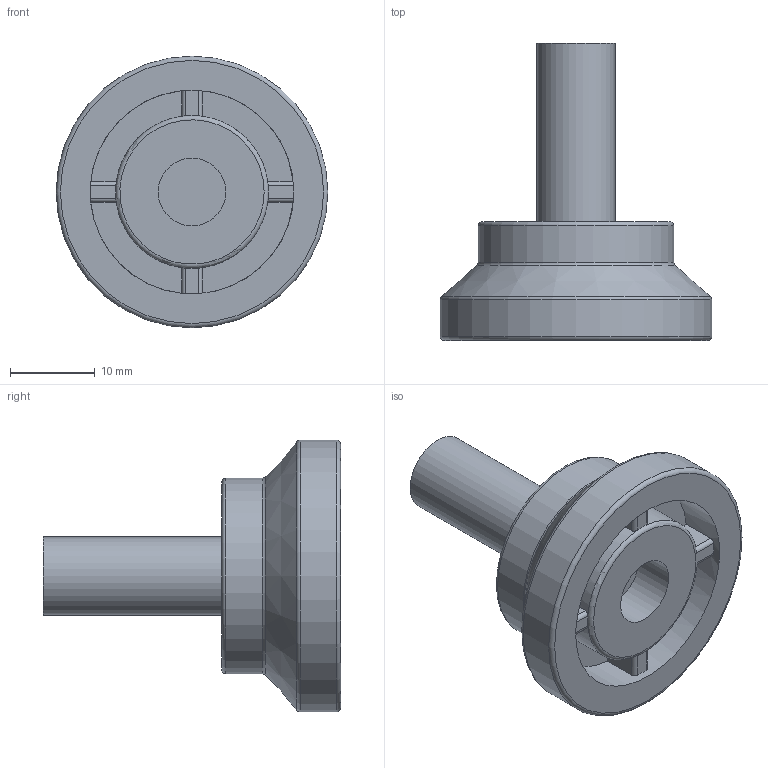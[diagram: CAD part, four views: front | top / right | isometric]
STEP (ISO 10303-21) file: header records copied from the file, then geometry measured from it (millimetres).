
FILE_DESCRIPTION(/* description */ (''),/* implementation_level */ '2;1');
FILE_NAME(/* name */ '조절발.stp',/* time_stamp */ '2024-08-29T13:05:26+09:00',/* author */ ('user'),/* organization */ (''),/* preprocessor_version */ 'ST-DEVELOPER v15.6',/* originating_system */ 'Autodesk Inventor 2015',/* authorisation */ '');
FILE_SCHEMA (('AUTOMOTIVE_DESIGN { 1 0 10303 214 3 1 1 }'));
Length unit declared in the file: millimetre
Products named in the file (1): 조절발
Bounding box: 32 x 35 x 32 mm (x, y, z)
Volume: 8318.5 mm3; surface area: 4268.4 mm2
Topology: 1 solids, 1 shells, 46 faces, 106 edges, 66 vertices
Faces by surface type: plane 22, cylinder 18, torus 5, cone 1
Full cylindrical faces by diameter (mm): 8 x1, 9.2 x1, 12.5 x1, 23 x1, 24 x1, 32 x1
Entity records: 1352 total; most frequent: CARTESIAN_POINT 347, DIRECTION 206, ORIENTED_EDGE 184, EDGE_CURVE 92, AXIS2_PLACEMENT_3D 83, VERTEX_POINT 64, EDGE_LOOP 62, FACE_OUTER_BOUND 46
